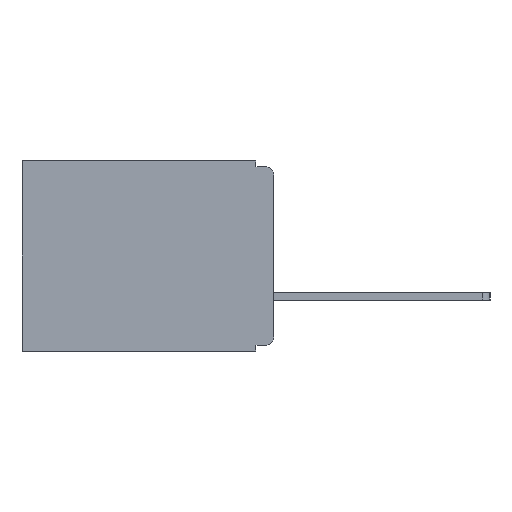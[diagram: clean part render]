
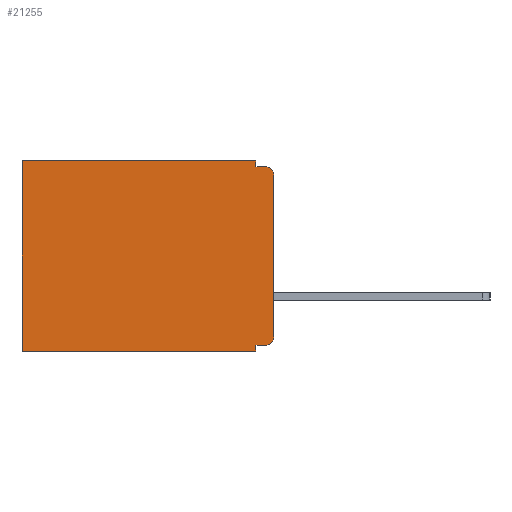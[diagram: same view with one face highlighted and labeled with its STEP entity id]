
A CAD part, left-side view. The second image highlights one B-rep face of the part: STEP entity #21255.
In plain terms, the highlighted planar face has unit normal (-1, 0, 0).
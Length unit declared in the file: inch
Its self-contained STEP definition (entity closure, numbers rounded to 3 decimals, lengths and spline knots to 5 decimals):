
#39 = DIRECTION ( 'NONE',  ( 0., 0., -1. ) ) ;
#128 = DIRECTION ( 'NONE',  ( 0., 0., -1. ) ) ;
#130 = LINE ( 'NONE', #4773, #21076 ) ;
#140 = CARTESIAN_POINT ( 'NONE',  ( 0.3, 0., -0.33 ) ) ;
#363 = EDGE_CURVE ( 'NONE', #21928, #21206, #15208, .T. ) ;
#575 = VECTOR ( 'NONE', #13363, 39.37008 ) ;
#666 = ORIENTED_EDGE ( 'NONE', *, *, #1614, .F. ) ;
#927 = CIRCLE ( 'NONE', #7595, 0.015 ) ;
#1263 = VERTEX_POINT ( 'NONE', #2638 ) ;
#1614 = EDGE_CURVE ( 'NONE', #2745, #21206, #130, .T. ) ;
#1740 = DIRECTION ( 'NONE',  ( 0., 0., -1. ) ) ;
#1822 = ORIENTED_EDGE ( 'NONE', *, *, #14781, .F. ) ;
#2090 = CARTESIAN_POINT ( 'NONE',  ( 0.3, 0.015, -0.305 ) ) ;
#2106 = VECTOR ( 'NONE', #23194, 39.37008 ) ;
#2240 = DIRECTION ( 'NONE',  ( 0., 0., -1. ) ) ;
#2638 = CARTESIAN_POINT ( 'NONE',  ( 0.3, 0., -0.305 ) ) ;
#2745 = VERTEX_POINT ( 'NONE', #13658 ) ;
#3281 = CARTESIAN_POINT ( 'NONE',  ( 0.3, 0.031, -0.33 ) ) ;
#3379 = CARTESIAN_POINT ( 'NONE',  ( 0.3, 0.015, -0.025 ) ) ;
#3495 = DIRECTION ( 'NONE',  ( 0., 1., 0. ) ) ;
#4199 = DIRECTION ( 'NONE',  ( 0., 0., -1. ) ) ;
#4332 = CARTESIAN_POINT ( 'NONE',  ( 0.3, 0.031, 0. ) ) ;
#4758 = LINE ( 'NONE', #12257, #24262 ) ;
#4773 = CARTESIAN_POINT ( 'NONE',  ( 0.3, 0., -0.01 ) ) ;
#4804 = CARTESIAN_POINT ( 'NONE',  ( 0.3, 0.031, -0.33 ) ) ;
#5136 = ORIENTED_EDGE ( 'NONE', *, *, #6208, .F. ) ;
#5654 = LINE ( 'NONE', #13373, #21060 ) ;
#6159 = VECTOR ( 'NONE', #3495, 39.37008 ) ;
#6176 = DIRECTION ( 'NONE',  ( 0., -1., 0. ) ) ;
#6208 = EDGE_CURVE ( 'NONE', #6694, #7968, #22227, .T. ) ;
#6399 = EDGE_CURVE ( 'NONE', #6694, #1263, #927, .T. ) ;
#6694 = VERTEX_POINT ( 'NONE', #19282 ) ;
#6755 = EDGE_CURVE ( 'NONE', #7968, #19175, #21542, .T. ) ;
#7334 = DIRECTION ( 'NONE',  ( 0., 0., -1. ) ) ;
#7595 = AXIS2_PLACEMENT_3D ( 'NONE', #2090, #16330, #4199 ) ;
#7968 = VERTEX_POINT ( 'NONE', #13574 ) ;
#8201 = AXIS2_PLACEMENT_3D ( 'NONE', #3379, #21629, #1740 ) ;
#9240 = AXIS2_PLACEMENT_3D ( 'NONE', #140, #14414, #2240 ) ;
#9379 = EDGE_CURVE ( 'NONE', #10812, #21598, #17704, .T. ) ;
#10809 = ORIENTED_EDGE ( 'NONE', *, *, #9379, .T. ) ;
#10812 = VERTEX_POINT ( 'NONE', #16131 ) ;
#11624 = DIRECTION ( 'NONE',  ( 0., 1., 0. ) ) ;
#11728 = ORIENTED_EDGE ( 'NONE', *, *, #363, .T. ) ;
#12257 = CARTESIAN_POINT ( 'NONE',  ( 0.3, 0., -0.33 ) ) ;
#12368 = PLANE ( 'NONE',  #9240 ) ;
#13160 = CARTESIAN_POINT ( 'NONE',  ( 0.3, 0., 0. ) ) ;
#13363 = DIRECTION ( 'NONE',  ( 0., 0., -1. ) ) ;
#13373 = CARTESIAN_POINT ( 'NONE',  ( 0.3, 0.437, -0.33 ) ) ;
#13574 = CARTESIAN_POINT ( 'NONE',  ( 0.3, 0.031, -0.32 ) ) ;
#13627 = CARTESIAN_POINT ( 'NONE',  ( 0.3, 0., -0.33 ) ) ;
#13658 = CARTESIAN_POINT ( 'NONE',  ( 0.3, 0.031, -0.01 ) ) ;
#13924 = CARTESIAN_POINT ( 'NONE',  ( 0.3, 0.437, -0.33 ) ) ;
#14146 = ORIENTED_EDGE ( 'NONE', *, *, #15800, .T. ) ;
#14414 = DIRECTION ( 'NONE',  ( 1., 0., 0. ) ) ;
#14781 = EDGE_CURVE ( 'NONE', #21928, #1263, #4758, .T. ) ;
#14971 = FACE_OUTER_BOUND ( 'NONE', #17370, .T. ) ;
#15208 = CIRCLE ( 'NONE', #8201, 0.015 ) ;
#15635 = CARTESIAN_POINT ( 'NONE',  ( 0.3, 0., -0.32 ) ) ;
#15800 = EDGE_CURVE ( 'NONE', #21598, #18305, #5654, .T. ) ;
#15832 = ORIENTED_EDGE ( 'NONE', *, *, #16593, .F. ) ;
#16128 = ORIENTED_EDGE ( 'NONE', *, *, #20996, .F. ) ;
#16131 = CARTESIAN_POINT ( 'NONE',  ( 0.3, 0.031, 0. ) ) ;
#16330 = DIRECTION ( 'NONE',  ( -1., 0., 0. ) ) ;
#16593 = EDGE_CURVE ( 'NONE', #10812, #2745, #22910, .T. ) ;
#17370 = EDGE_LOOP ( 'NONE', ( #1822, #11728, #666, #15832, #10809, #14146, #16128, #25796, #5136, #22862 ) ) ;
#17518 = CARTESIAN_POINT ( 'NONE',  ( 0.3, 0.437, 0. ) ) ;
#17626 = VECTOR ( 'NONE', #128, 39.37008 ) ;
#17704 = LINE ( 'NONE', #13160, #2106 ) ;
#18305 = VERTEX_POINT ( 'NONE', #13924 ) ;
#18794 = VECTOR ( 'NONE', #11624, 39.37008 ) ;
#19175 = VERTEX_POINT ( 'NONE', #4804 ) ;
#19282 = CARTESIAN_POINT ( 'NONE',  ( 0.3, 0.015, -0.32 ) ) ;
#20235 = CARTESIAN_POINT ( 'NONE',  ( 0.3, 0.015, -0.01 ) ) ;
#20629 = CARTESIAN_POINT ( 'NONE',  ( 0.3, 0., -0.025 ) ) ;
#20996 = EDGE_CURVE ( 'NONE', #19175, #18305, #24103, .T. ) ;
#21060 = VECTOR ( 'NONE', #7334, 39.37008 ) ;
#21076 = VECTOR ( 'NONE', #6176, 39.37008 ) ;
#21206 = VERTEX_POINT ( 'NONE', #20235 ) ;
#21255 = ADVANCED_FACE ( 'NONE', ( #14971 ), #12368, .F. ) ;
#21542 = LINE ( 'NONE', #3281, #575 ) ;
#21598 = VERTEX_POINT ( 'NONE', #17518 ) ;
#21629 = DIRECTION ( 'NONE',  ( -1., 0., 0. ) ) ;
#21928 = VERTEX_POINT ( 'NONE', #20629 ) ;
#22227 = LINE ( 'NONE', #15635, #6159 ) ;
#22862 = ORIENTED_EDGE ( 'NONE', *, *, #6399, .T. ) ;
#22910 = LINE ( 'NONE', #4332, #17626 ) ;
#23194 = DIRECTION ( 'NONE',  ( 0., 1., 0. ) ) ;
#24103 = LINE ( 'NONE', #13627, #18794 ) ;
#24262 = VECTOR ( 'NONE', #39, 39.37008 ) ;
#25796 = ORIENTED_EDGE ( 'NONE', *, *, #6755, .F. ) ;
